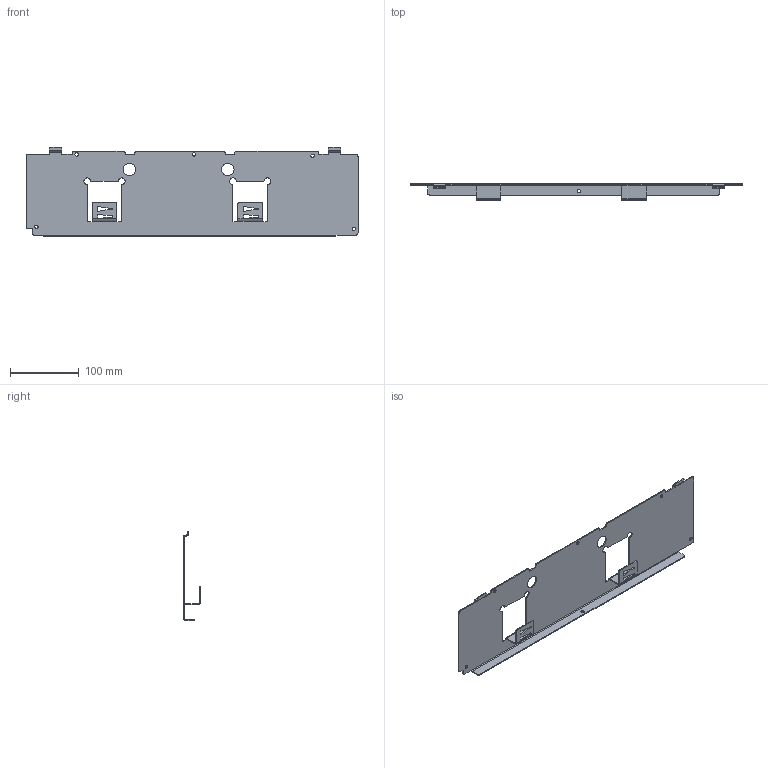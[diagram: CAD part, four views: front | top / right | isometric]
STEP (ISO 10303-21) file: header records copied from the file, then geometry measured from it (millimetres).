
FILE_DESCRIPTION (( 'STEP AP214' ), '1' );
FILE_NAME ('outguard_top_shield.STEP', '2018-08-08T04:08:36', ( 'Windows User' ), ( '' ), 'SwSTEP 2.0', 'SolidWorks 2016', '' );
FILE_SCHEMA (( 'AUTOMOTIVE_DESIGN' ));
Length unit declared in the file: millimetre
Products named in the file (1): outguard_top_shield
Bounding box: 482 x 23.5 x 130 mm (x, y, z)
Volume: 92593.6 mm3; surface area: 127047.7 mm2
Topology: 1 solids, 1 shells, 199 faces, 523 edges, 322 vertices
Faces by surface type: plane 120, cylinder 79
Entity records: 6145 total; most frequent: DIRECTION 1081, ORIENTED_EDGE 1046, CARTESIAN_POINT 1045, EDGE_CURVE 523, VECTOR 365, LINE 365, AXIS2_PLACEMENT_3D 358, VERTEX_POINT 322
